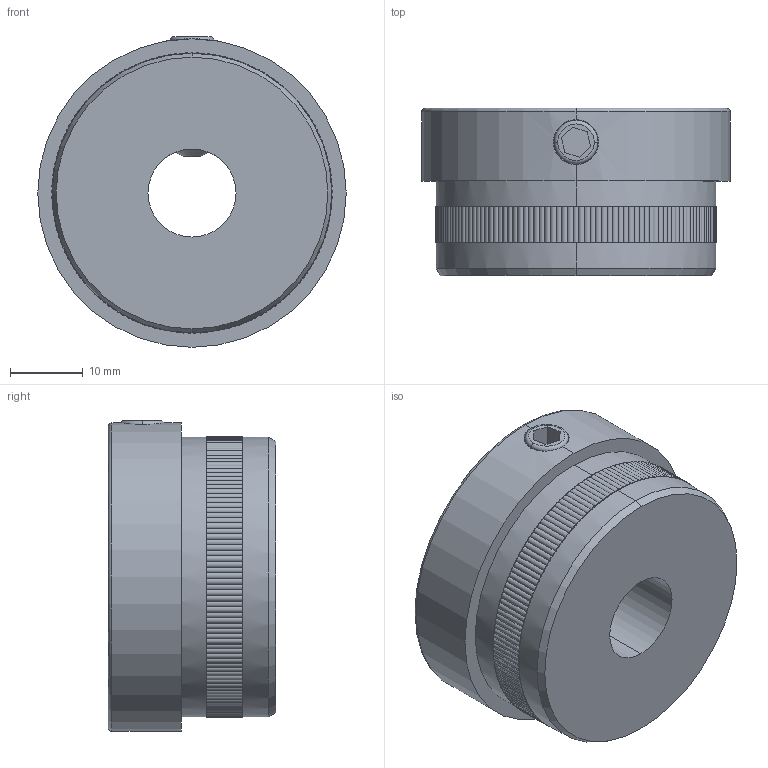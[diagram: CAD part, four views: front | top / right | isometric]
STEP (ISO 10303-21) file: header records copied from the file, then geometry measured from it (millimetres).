
FILE_DESCRIPTION (( 'STEP AP203' ), '1' );
FILE_NAME ('3D_GC2002_42.4_188684415.STEP', '2024-10-02T11:41:33', ( '' ), ( '' ), 'SwSTEP 2.0', 'SolidWorks 2024', '' );
FILE_SCHEMA (( 'CONFIG_CONTROL_DESIGN' ));
Length unit declared in the file: millimetre
Products named in the file (1): 3D_GC2002_42.4_188684415
Bounding box: 42.4 x 23 x 42.69 mm (x, y, z)
Volume: 26460.4 mm3; surface area: 7014.9 mm2
Topology: 2 solids, 2 shells, 841 faces, 1891 edges, 1054 vertices
Faces by surface type: plane 624, cylinder 209, torus 4, cone 4
Entity records: 23936 total; most frequent: DIRECTION 5217, CARTESIAN_POINT 3921, ORIENTED_EDGE 3782, AXIS2_PLACEMENT_3D 2492, EDGE_CURVE 1891, CIRCLE 1650, VERTEX_POINT 1054, EDGE_LOOP 845
